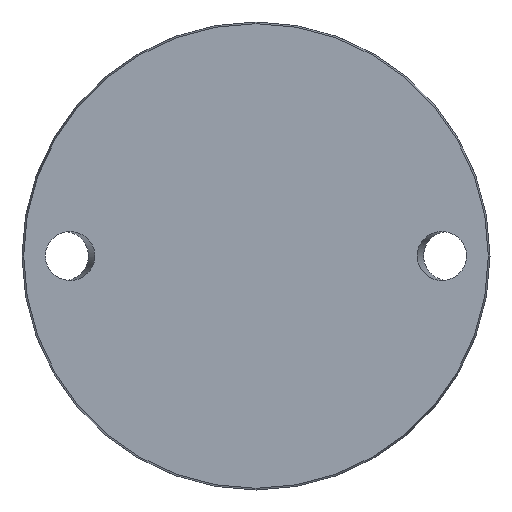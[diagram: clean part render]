
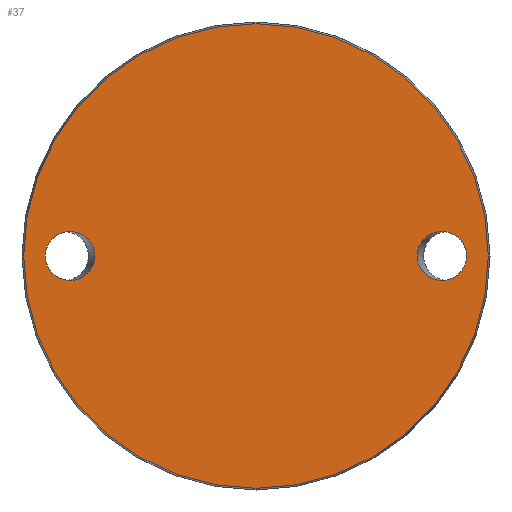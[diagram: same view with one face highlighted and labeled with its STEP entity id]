
A CAD part, front view. The second image highlights one B-rep face of the part: STEP entity #37.
In plain terms, the highlighted planar face has unit normal (0, -1, 0).
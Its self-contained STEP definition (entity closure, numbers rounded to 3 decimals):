
#37 = ADVANCED_FACE ( 'NONE', ( #463, #153, #762 ), #386, .F. ) ;
#75 = EDGE_LOOP ( 'NONE', ( #923 ) ) ;
#76 = VERTEX_POINT ( 'NONE', #908 ) ;
#153 = FACE_BOUND ( 'NONE', #262, .T. ) ;
#154 = CARTESIAN_POINT ( 'NONE',  ( 54.385, 0., 0. ) ) ;
#161 = ORIENTED_EDGE ( 'NONE', *, *, #533, .F. ) ;
#211 = CARTESIAN_POINT ( 'NONE',  ( -71.115, 0., 0. ) ) ;
#228 = CARTESIAN_POINT ( 'NONE',  ( 71.115, 0., 0. ) ) ;
#252 = EDGE_CURVE ( 'NONE', #943, #943, #851, .T. ) ;
#262 = EDGE_LOOP ( 'NONE', ( #161 ) ) ;
#303 =( BOUNDED_CURVE ( )  B_SPLINE_CURVE ( 3, ( #679, #461, #821, #228, #307, #512, #753 ),
 .UNSPECIFIED., .T., .T. ) 
 B_SPLINE_CURVE_WITH_KNOTS ( ( 4, 3, 4 ),
 ( 0., 3.142, 6.283 ),
 .UNSPECIFIED. ) 
 CURVE ( )  GEOMETRIC_REPRESENTATION_ITEM ( )  RATIONAL_B_SPLINE_CURVE ( ( 1., 0.333, 0.333, 1., 0.333, 0.333, 1. ) ) 
 REPRESENTATION_ITEM ( '' )  );
#307 = CARTESIAN_POINT ( 'NONE',  ( 71.115, 0., 16.5 ) ) ;
#309 = EDGE_LOOP ( 'NONE', ( #954 ) ) ;
#335 = CARTESIAN_POINT ( 'NONE',  ( 0., 0., -78.425 ) ) ;
#381 = CARTESIAN_POINT ( 'NONE',  ( -78.425, 0., 0. ) ) ;
#386 = PLANE ( 'NONE',  #981 ) ;
#399 =( BOUNDED_CURVE ( )  B_SPLINE_CURVE ( 3, ( #977, #589, #948, #901, #482, #717, #211 ),
 .UNSPECIFIED., .T., .F. ) 
 B_SPLINE_CURVE_WITH_KNOTS ( ( 4, 3, 4 ),
 ( 0., 3.142, 6.283 ),
 .UNSPECIFIED. ) 
 CURVE ( )  GEOMETRIC_REPRESENTATION_ITEM ( )  RATIONAL_B_SPLINE_CURVE ( ( 1., 0.333, 0.333, 1., 0.333, 0.333, 1. ) ) 
 REPRESENTATION_ITEM ( '' )  );
#409 = CARTESIAN_POINT ( 'NONE',  ( 0., 0., 0. ) ) ;
#461 = CARTESIAN_POINT ( 'NONE',  ( 54.385, 0., -16.5 ) ) ;
#463 = FACE_BOUND ( 'NONE', #75, .T. ) ;
#482 = CARTESIAN_POINT ( 'NONE',  ( -54.385, 0., -16.5 ) ) ;
#512 = CARTESIAN_POINT ( 'NONE',  ( 54.385, 0., 16.5 ) ) ;
#533 = EDGE_CURVE ( 'NONE', #918, #918, #303, .T. ) ;
#589 = CARTESIAN_POINT ( 'NONE',  ( -71.115, 0., 16.5 ) ) ;
#679 = CARTESIAN_POINT ( 'NONE',  ( 54.385, 0., 0. ) ) ;
#688 = DIRECTION ( 'NONE',  ( 0., 1., 0. ) ) ;
#715 = DIRECTION ( 'NONE',  ( 0., 0., -1. ) ) ;
#717 = CARTESIAN_POINT ( 'NONE',  ( -71.115, 0., -16.5 ) ) ;
#753 = CARTESIAN_POINT ( 'NONE',  ( 54.385, 0., 0. ) ) ;
#762 = FACE_OUTER_BOUND ( 'NONE', #309, .T. ) ;
#783 = DIRECTION ( 'NONE',  ( 0., -1., 0. ) ) ;
#821 = CARTESIAN_POINT ( 'NONE',  ( 71.115, 0., -16.5 ) ) ;
#851 = CIRCLE ( 'NONE', #884, 78.425 ) ;
#884 = AXIS2_PLACEMENT_3D ( 'NONE', #409, #783, #715 ) ;
#901 = CARTESIAN_POINT ( 'NONE',  ( -54.385, 0., 0. ) ) ;
#908 = CARTESIAN_POINT ( 'NONE',  ( -71.115, 0., 0. ) ) ;
#918 = VERTEX_POINT ( 'NONE', #154 ) ;
#923 = ORIENTED_EDGE ( 'NONE', *, *, #926, .T. ) ;
#926 = EDGE_CURVE ( 'NONE', #76, #76, #399, .T. ) ;
#943 = VERTEX_POINT ( 'NONE', #335 ) ;
#948 = CARTESIAN_POINT ( 'NONE',  ( -54.385, 0., 16.5 ) ) ;
#954 = ORIENTED_EDGE ( 'NONE', *, *, #252, .T. ) ;
#977 = CARTESIAN_POINT ( 'NONE',  ( -71.115, 0., 0. ) ) ;
#981 = AXIS2_PLACEMENT_3D ( 'NONE', #381, #688, #995 ) ;
#995 = DIRECTION ( 'NONE',  ( 0., 0., 1. ) ) ;
